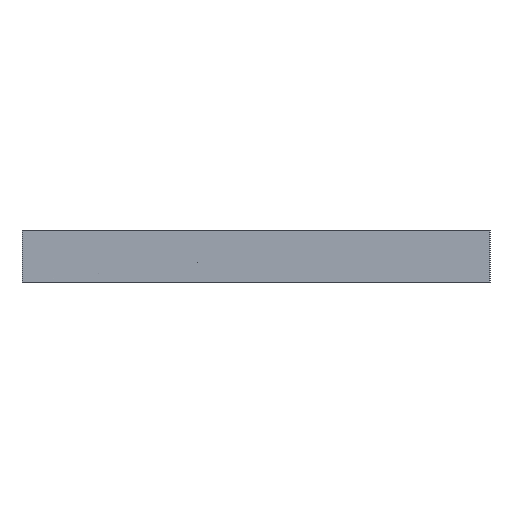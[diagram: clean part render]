
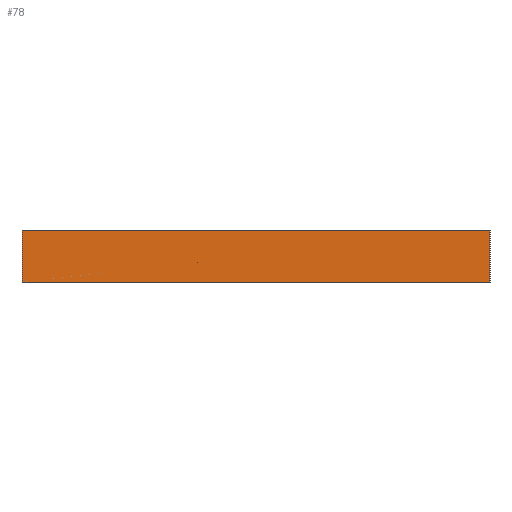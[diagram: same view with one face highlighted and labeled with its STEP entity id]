
A CAD part, left-side view. The second image highlights one B-rep face of the part: STEP entity #78.
In plain terms, the highlighted planar face has unit normal (-1, 0, 0).
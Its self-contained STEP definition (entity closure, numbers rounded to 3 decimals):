
#78 = ADVANCED_FACE( '', ( #413 ), #414, .F. );
#413 = FACE_OUTER_BOUND( '', #1235, .T. );
#414 = PLANE( '', #1236 );
#1235 = EDGE_LOOP( '', ( #2069, #2070, #2071, #2072 ) );
#1236 = AXIS2_PLACEMENT_3D( '', #2073, #2074, #2075 );
#2069 = ORIENTED_EDGE( '', *, *, #3226, .T. );
#2070 = ORIENTED_EDGE( '', *, *, #3233, .F. );
#2071 = ORIENTED_EDGE( '', *, *, #3234, .F. );
#2072 = ORIENTED_EDGE( '', *, *, #3235, .T. );
#2073 = CARTESIAN_POINT( '', ( -450., 225., 50. ) );
#2074 = DIRECTION( '', ( 1., 0., 0. ) );
#2075 = DIRECTION( '', ( 0., 0., -1. ) );
#3226 = EDGE_CURVE( '', #3724, #3725, #3726, .T. );
#3233 = EDGE_CURVE( '', #3736, #3725, #3738, .T. );
#3234 = EDGE_CURVE( '', #3739, #3736, #3740, .T. );
#3235 = EDGE_CURVE( '', #3739, #3724, #3741, .T. );
#3724 = VERTEX_POINT( '', #4392 );
#3725 = VERTEX_POINT( '', #4393 );
#3726 = LINE( '', #4394, #4395 );
#3736 = VERTEX_POINT( '', #4409 );
#3738 = LINE( '', #4412, #4413 );
#3739 = VERTEX_POINT( '', #4414 );
#3740 = LINE( '', #4415, #4416 );
#3741 = LINE( '', #4417, #4418 );
#4392 = CARTESIAN_POINT( '', ( -450., 225., 0. ) );
#4393 = CARTESIAN_POINT( '', ( -450., -225., 0. ) );
#4394 = CARTESIAN_POINT( '', ( -450., 225., 0. ) );
#4395 = VECTOR( '', #5234, 1000. );
#4409 = CARTESIAN_POINT( '', ( -450., -225., 50. ) );
#4412 = CARTESIAN_POINT( '', ( -450., -225., 50. ) );
#4413 = VECTOR( '', #5243, 1000. );
#4414 = CARTESIAN_POINT( '', ( -450., 225., 50. ) );
#4415 = CARTESIAN_POINT( '', ( -450., 225., 50. ) );
#4416 = VECTOR( '', #5244, 1000. );
#4417 = CARTESIAN_POINT( '', ( -450., 225., 50. ) );
#4418 = VECTOR( '', #5245, 1000. );
#5234 = DIRECTION( '', ( 0., -1., 0. ) );
#5243 = DIRECTION( '', ( 0., 0., -1. ) );
#5244 = DIRECTION( '', ( 0., -1., 0. ) );
#5245 = DIRECTION( '', ( 0., 0., -1. ) );
